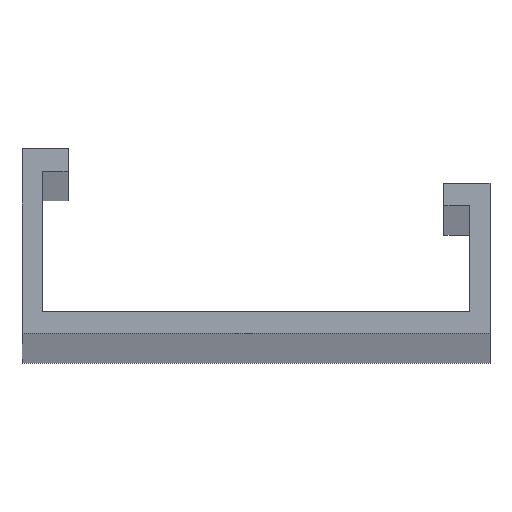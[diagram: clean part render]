
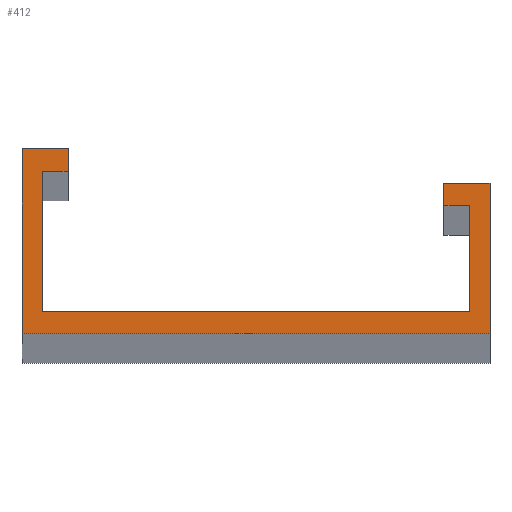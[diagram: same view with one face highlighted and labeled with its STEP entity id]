
A CAD part, top view. The second image highlights one B-rep face of the part: STEP entity #412.
In plain terms, the highlighted planar face has unit normal (0, 0, 1).
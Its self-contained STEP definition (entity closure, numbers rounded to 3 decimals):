
#97=DIRECTION('',(-1.,0.,0.));
#98=VECTOR('',#97,2.7);
#99=CARTESIAN_POINT('',(-11.,10.8,1000.));
#100=LINE('',#99,#98);
#101=DIRECTION('',(0.,1.,0.));
#102=VECTOR('',#101,1.3);
#103=CARTESIAN_POINT('',(-11.,9.5,1000.));
#104=LINE('',#103,#102);
#105=DIRECTION('',(1.,0.,0.));
#106=VECTOR('',#105,1.5);
#107=CARTESIAN_POINT('',(-12.5,9.5,1000.));
#108=LINE('',#107,#106);
#109=DIRECTION('',(0.,1.,0.));
#110=VECTOR('',#109,8.2);
#111=CARTESIAN_POINT('',(-12.5,1.3,1000.));
#112=LINE('',#111,#110);
#113=DIRECTION('',(-1.,0.,0.));
#114=VECTOR('',#113,25.);
#115=CARTESIAN_POINT('',(12.5,1.3,1000.));
#116=LINE('',#115,#114);
#117=DIRECTION('',(0.,-1.,0.));
#118=VECTOR('',#117,6.2);
#119=CARTESIAN_POINT('',(12.5,7.5,1000.));
#120=LINE('',#119,#118);
#121=DIRECTION('',(1.,0.,0.));
#122=VECTOR('',#121,1.5);
#123=CARTESIAN_POINT('',(11.,7.5,1000.));
#124=LINE('',#123,#122);
#125=DIRECTION('',(0.,-1.,0.));
#126=VECTOR('',#125,1.3);
#127=CARTESIAN_POINT('',(11.,8.8,1000.));
#128=LINE('',#127,#126);
#129=DIRECTION('',(-1.,0.,0.));
#130=VECTOR('',#129,2.7);
#131=CARTESIAN_POINT('',(13.7,8.8,1000.));
#132=LINE('',#131,#130);
#133=DIRECTION('',(0.,1.,0.));
#134=VECTOR('',#133,8.8);
#135=CARTESIAN_POINT('',(13.7,0.,1000.));
#136=LINE('',#135,#134);
#137=DIRECTION('',(1.,0.,0.));
#138=VECTOR('',#137,27.4);
#139=CARTESIAN_POINT('',(-13.7,0.,1000.));
#140=LINE('',#139,#138);
#141=DIRECTION('',(0.,-1.,0.));
#142=VECTOR('',#141,10.8);
#143=CARTESIAN_POINT('',(-13.7,10.8,1000.));
#144=LINE('',#143,#142);
#169=CARTESIAN_POINT('',(-11.,10.8,1000.));
#170=CARTESIAN_POINT('',(-13.7,10.8,1000.));
#171=VERTEX_POINT('',#169);
#172=VERTEX_POINT('',#170);
#173=CARTESIAN_POINT('',(-13.7,0.,1000.));
#174=VERTEX_POINT('',#173);
#175=CARTESIAN_POINT('',(13.7,0.,1000.));
#176=VERTEX_POINT('',#175);
#177=CARTESIAN_POINT('',(13.7,8.8,1000.));
#178=VERTEX_POINT('',#177);
#179=CARTESIAN_POINT('',(11.,8.8,1000.));
#180=VERTEX_POINT('',#179);
#181=CARTESIAN_POINT('',(11.,7.5,1000.));
#182=VERTEX_POINT('',#181);
#183=CARTESIAN_POINT('',(12.5,7.5,1000.));
#184=VERTEX_POINT('',#183);
#185=CARTESIAN_POINT('',(12.5,1.3,1000.));
#186=VERTEX_POINT('',#185);
#187=CARTESIAN_POINT('',(-12.5,1.3,1000.));
#188=VERTEX_POINT('',#187);
#189=CARTESIAN_POINT('',(-12.5,9.5,1000.));
#190=VERTEX_POINT('',#189);
#191=CARTESIAN_POINT('',(-11.,9.5,1000.));
#192=VERTEX_POINT('',#191);
#393=CARTESIAN_POINT('',(0.,0.,1000.));
#394=DIRECTION('',(0.,0.,1.));
#395=DIRECTION('',(1.,0.,0.));
#396=AXIS2_PLACEMENT_3D('',#393,#394,#395);
#397=PLANE('',#396);
#398=ORIENTED_EDGE('',*,*,#233,.F.);
#399=ORIENTED_EDGE('',*,*,#248,.F.);
#400=ORIENTED_EDGE('',*,*,#262,.F.);
#401=ORIENTED_EDGE('',*,*,#276,.F.);
#402=ORIENTED_EDGE('',*,*,#290,.F.);
#403=ORIENTED_EDGE('',*,*,#304,.F.);
#404=ORIENTED_EDGE('',*,*,#318,.F.);
#405=ORIENTED_EDGE('',*,*,#332,.F.);
#406=ORIENTED_EDGE('',*,*,#346,.F.);
#407=ORIENTED_EDGE('',*,*,#360,.F.);
#408=ORIENTED_EDGE('',*,*,#374,.F.);
#409=ORIENTED_EDGE('',*,*,#387,.F.);
#410=EDGE_LOOP('',(#398,#399,#400,#401,#402,#403,#404,#405,#406,#407,#408,
#409));
#411=FACE_OUTER_BOUND('',#410,.F.);
#412=ADVANCED_FACE('',(#411),#397,.T.);
#233=EDGE_CURVE('',#171,#172,#100,.T.);
#248=EDGE_CURVE('',#192,#171,#104,.T.);
#262=EDGE_CURVE('',#190,#192,#108,.T.);
#276=EDGE_CURVE('',#188,#190,#112,.T.);
#290=EDGE_CURVE('',#186,#188,#116,.T.);
#304=EDGE_CURVE('',#184,#186,#120,.T.);
#318=EDGE_CURVE('',#182,#184,#124,.T.);
#332=EDGE_CURVE('',#180,#182,#128,.T.);
#346=EDGE_CURVE('',#178,#180,#132,.T.);
#360=EDGE_CURVE('',#176,#178,#136,.T.);
#374=EDGE_CURVE('',#174,#176,#140,.T.);
#387=EDGE_CURVE('',#172,#174,#144,.T.);
